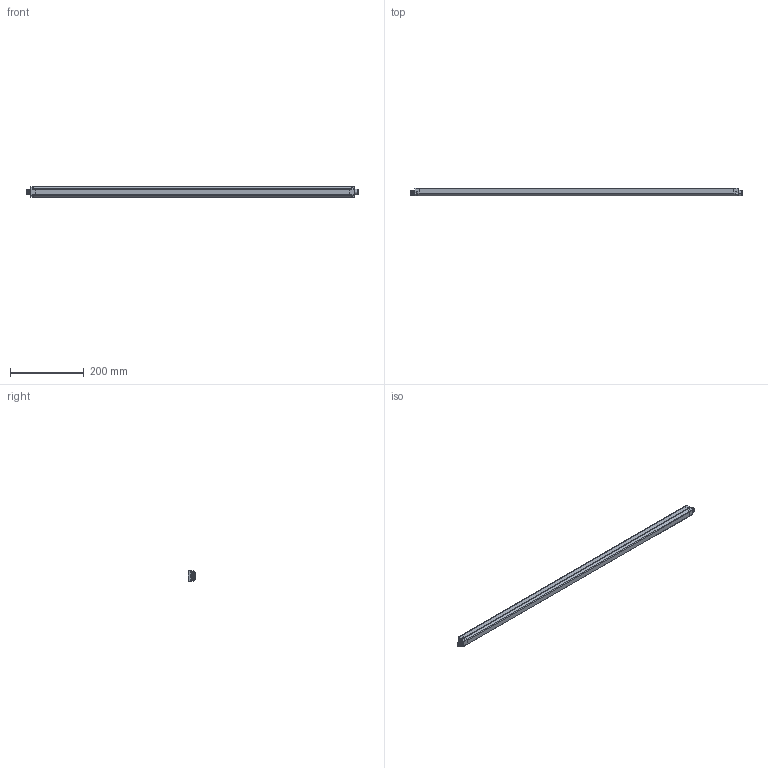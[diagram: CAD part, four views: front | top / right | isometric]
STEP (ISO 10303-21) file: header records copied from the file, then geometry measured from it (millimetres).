
FILE_DESCRIPTION((''),'2;1');
FILE_NAME('157906_SM01_ASM','2023-06-26T10:13:25',('banengservice'),('BANNER ENGINEERING'),'CREO PARAMETRIC BY PTC INC, 2022414','CREO PARAMETRIC BY PTC INC, 2022414','');
FILE_SCHEMA(('CONFIG_CONTROL_DESIGN'));
Length unit declared in the file: inch
Products named in the file (2): 157906_EP01; 157906_SM01_ASM
Assembly tree (1 placements, depth 2):
  157906_SM01_ASM
    157906_EP01
Bounding box: 898 x 20.99 x 28 mm (x, y, z)
Volume: 465978 mm3; surface area: 82847.7 mm2
Topology: 1 solids, 1 shells, 541 faces, 1391 edges, 881 vertices
Faces by surface type: cylinder 220, plane 187, cone 76, torus 25, bspline 25, sphere 8
Entity records: 27953 total; most frequent: CARTESIAN_POINT 14671, DIRECTION 2812, ORIENTED_EDGE 2766, EDGE_CURVE 1383, AXIS2_PLACEMENT_3D 1048, VERTEX_POINT 881, VECTOR 716, LINE 716
